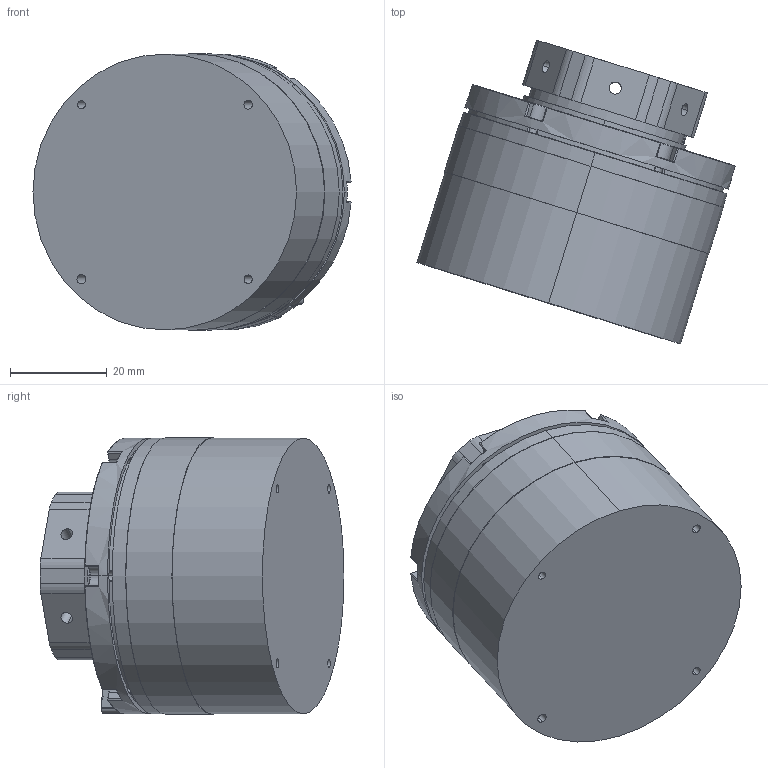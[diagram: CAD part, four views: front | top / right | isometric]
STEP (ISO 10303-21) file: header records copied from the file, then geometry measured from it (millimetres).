
FILE_DESCRIPTION (( 'STEP AP203' ), '1' );
FILE_NAME ('r5藺傷.STEP', '2024-11-20T05:28:45', ( '' ), ( '' ), 'SwSTEP 2.0', 'SolidWorks 2022', '' );
FILE_SCHEMA (( 'CONFIG_CONTROL_DESIGN' ));
Length unit declared in the file: millimetre
Products named in the file (1): r5藺傷
Bounding box: 65.72 x 62.8 x 57.2 mm (x, y, z)
Volume: 103212.3 mm3; surface area: 21530.2 mm2
Topology: 3 solids, 3 shells, 384 faces, 962 edges, 591 vertices
Faces by surface type: cylinder 190, cone 115, plane 79
Entity records: 11850 total; most frequent: CARTESIAN_POINT 2266, DIRECTION 2173, ORIENTED_EDGE 1876, EDGE_CURVE 938, AXIS2_PLACEMENT_3D 876, VERTEX_POINT 591, CIRCLE 491, EDGE_LOOP 459
